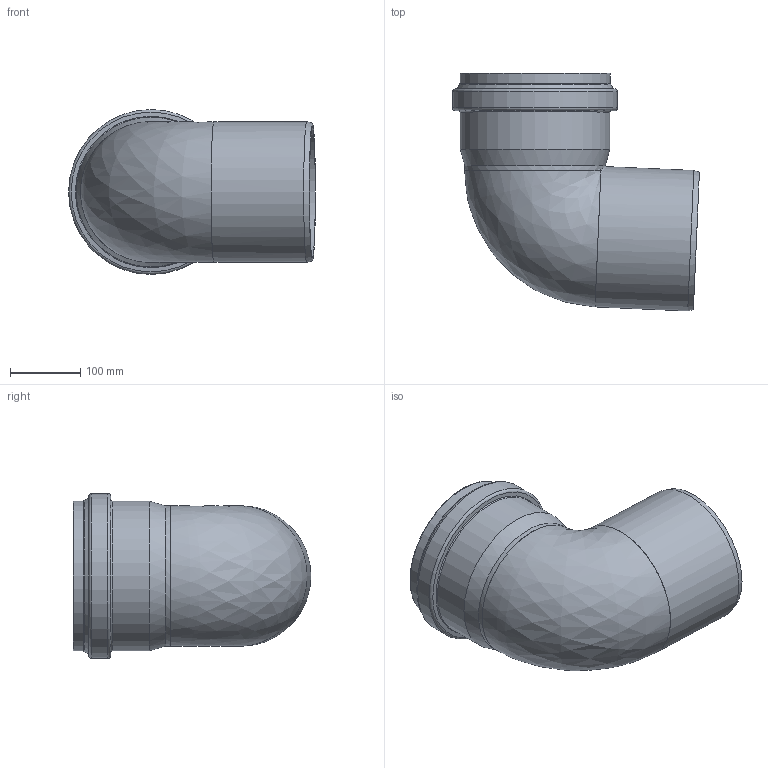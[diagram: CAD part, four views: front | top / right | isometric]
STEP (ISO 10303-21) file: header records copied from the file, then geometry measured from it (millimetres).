
FILE_DESCRIPTION(/* description */ (''),/* implementation_level */ '2;1');
FILE_NAME(/* name */ '338150 Skolan safe B Bogen DN_OD 200x87°.stp',/* time_stamp */ '2020-07-23T21:10:10+02:00',/* author */ ('corinna'),/* organization */ (''),/* preprocessor_version */ 'ST-DEVELOPER v18',/* originating_system */ 'Autodesk Inventor 2020',/* authorisation */ '');
FILE_SCHEMA (('AUTOMOTIVE_DESIGN { 1 0 10303 214 3 1 1 }'));
Length unit declared in the file: millimetre
Products named in the file (1): 338150 Skolan safe B Bogen DN_OD 200x87°
Bounding box: 351.46 x 338.74 x 234.8 mm (x, y, z)
Volume: 1674139.5 mm3; surface area: 626488.4 mm2
Topology: 2 solids, 2 shells, 47 faces, 160 edges, 115 vertices
Faces by surface type: torus 14, cylinder 11, cone 11, plane 8, bspline 3
Full cylindrical faces by diameter (mm): 187.7 x2, 200.3 x1, 201.5 x1, 201.8 x2, 212.7 x1, 213.6 x1, 223 x1, 234.8 x1
Entity records: 2413 total; most frequent: CARTESIAN_POINT 887, DIRECTION 357, ORIENTED_EDGE 312, AXIS2_PLACEMENT_3D 167, EDGE_CURVE 156, CIRCLE 119, VERTEX_POINT 113, EDGE_LOOP 51
